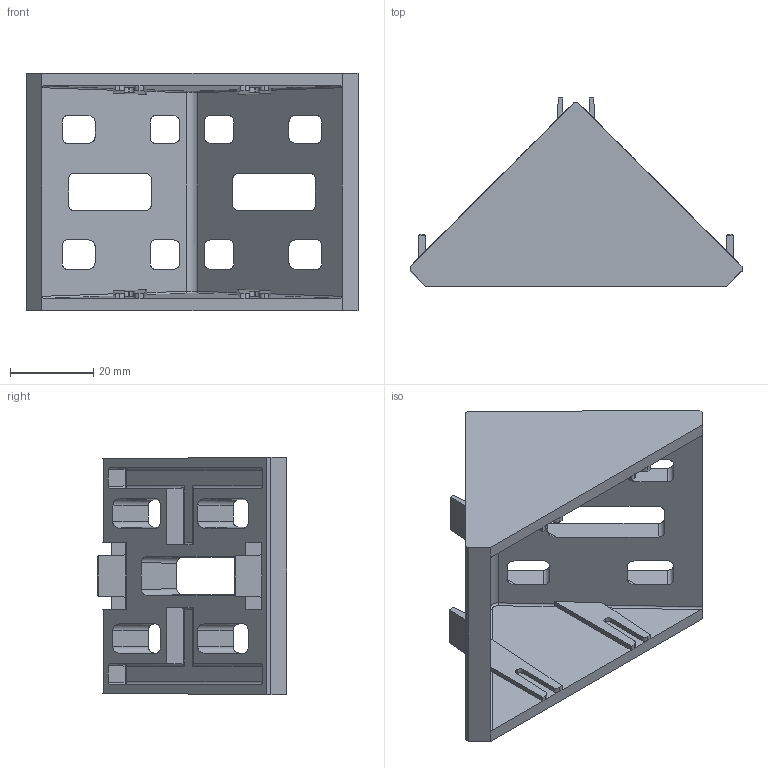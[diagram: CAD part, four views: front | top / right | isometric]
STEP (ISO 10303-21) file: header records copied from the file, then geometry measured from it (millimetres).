
FILE_DESCRIPTION(('STEP AP214'),'1');
FILE_NAME('fath_093w601n10r.stp','2017-10-10T11:17:46',('TraceParts'),('TraceParts S.A.'),'Spatial InterOp 3D',' ',' ');
FILE_SCHEMA(('automotive_design'));
Length unit declared in the file: millimetre
Products named in the file (1): fath_093w601n10r
Bounding box: 79.61 x 45.44 x 57 mm (x, y, z)
Volume: 34039.9 mm3; surface area: 21685.1 mm2
Topology: 1 solids, 1 shells, 317 faces, 843 edges, 530 vertices
Faces by surface type: plane 187, cylinder 111, sphere 16, bspline 3
Entity records: 12224 total; most frequent: CARTESIAN_POINT 2154, ORIENTED_EDGE 1670, DIRECTION 1432, EDGE_CURVE 835, LINE 596, VECTOR 596, VERTEX_POINT 530, AXIS2_PLACEMENT_3D 418
